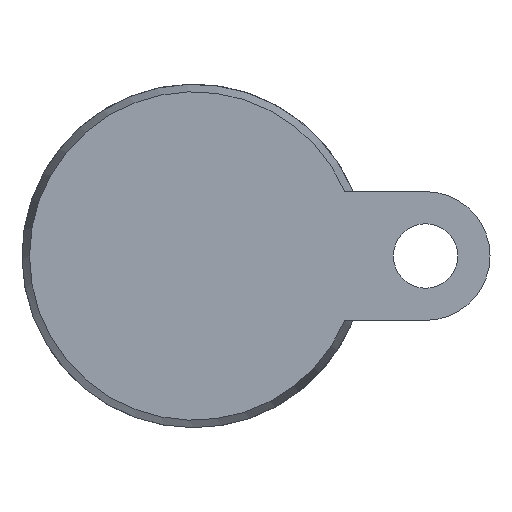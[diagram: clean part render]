
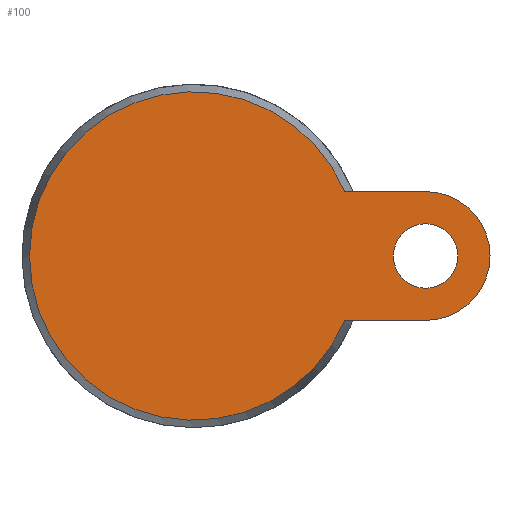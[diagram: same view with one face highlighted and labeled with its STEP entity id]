
A CAD part, front view. The second image highlights one B-rep face of the part: STEP entity #100.
In plain terms, the highlighted planar face has unit normal (0, -1, 0).
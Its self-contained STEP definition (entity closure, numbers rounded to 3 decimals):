
#100 = ADVANCED_FACE( '', ( #227, #228 ), #229, .F. );
#227 = FACE_BOUND( '', #418, .T. );
#228 = FACE_OUTER_BOUND( '', #419, .T. );
#229 = PLANE( '', #420 );
#418 = EDGE_LOOP( '', ( #633 ) );
#419 = EDGE_LOOP( '', ( #634, #635, #636, #637 ) );
#420 = AXIS2_PLACEMENT_3D( '', #638, #639, #640 );
#633 = ORIENTED_EDGE( '', *, *, #888, .T. );
#634 = ORIENTED_EDGE( '', *, *, #909, .F. );
#635 = ORIENTED_EDGE( '', *, *, #910, .T. );
#636 = ORIENTED_EDGE( '', *, *, #882, .F. );
#637 = ORIENTED_EDGE( '', *, *, #911, .F. );
#638 = CARTESIAN_POINT( '', ( 38.25, 0., 0. ) );
#639 = DIRECTION( '', ( 0., 1., 0. ) );
#640 = DIRECTION( '', ( 0., 0., 1. ) );
#882 = EDGE_CURVE( '', #1029, #1030, #1031, .T. );
#888 = EDGE_CURVE( '', #1040, #1040, #1041, .T. );
#909 = EDGE_CURVE( '', #1070, #1071, #1072, .T. );
#910 = EDGE_CURVE( '', #1070, #1030, #1073, .T. );
#911 = EDGE_CURVE( '', #1071, #1029, #1074, .T. );
#1029 = VERTEX_POINT( '', #1259 );
#1030 = VERTEX_POINT( '', #1260 );
#1031 = LINE( '', #1261, #1262 );
#1040 = VERTEX_POINT( '', #1276 );
#1041 = CIRCLE( '', #1277, 7.5 );
#1070 = VERTEX_POINT( '', #1371 );
#1071 = VERTEX_POINT( '', #1372 );
#1072 = LINE( '', #1373, #1374 );
#1073 = CIRCLE( '', #1375, 38.25 );
#1074 = CIRCLE( '', #1376, 15. );
#1259 = CARTESIAN_POINT( '', ( 54., 0., -15. ) );
#1260 = CARTESIAN_POINT( '', ( 35.186, 0., -15. ) );
#1261 = CARTESIAN_POINT( '', ( 54., 0., -15. ) );
#1262 = VECTOR( '', #1543, 1000. );
#1276 = CARTESIAN_POINT( '', ( 61.5, 0., 0. ) );
#1277 = AXIS2_PLACEMENT_3D( '', #1549, #1550, #1551 );
#1371 = CARTESIAN_POINT( '', ( 35.186, 0., 15. ) );
#1372 = CARTESIAN_POINT( '', ( 54., 0., 15. ) );
#1373 = CARTESIAN_POINT( '', ( 0., 0., 15. ) );
#1374 = VECTOR( '', #1555, 1000. );
#1375 = AXIS2_PLACEMENT_3D( '', #1556, #1557, #1558 );
#1376 = AXIS2_PLACEMENT_3D( '', #1559, #1560, #1561 );
#1543 = DIRECTION( '', ( -1., 0., 0. ) );
#1549 = CARTESIAN_POINT( '', ( 54., 0., 0. ) );
#1550 = DIRECTION( '', ( 0., 1., 0. ) );
#1551 = DIRECTION( '', ( 1., 0., 0. ) );
#1555 = DIRECTION( '', ( 1., 0., 0. ) );
#1556 = CARTESIAN_POINT( '', ( 0., 0., 0. ) );
#1557 = DIRECTION( '', ( 0., -1., 0. ) );
#1558 = DIRECTION( '', ( 0., 0., -1. ) );
#1559 = CARTESIAN_POINT( '', ( 54., 0., 0. ) );
#1560 = DIRECTION( '', ( 0., 1., 0. ) );
#1561 = DIRECTION( '', ( 1., 0., 0. ) );
